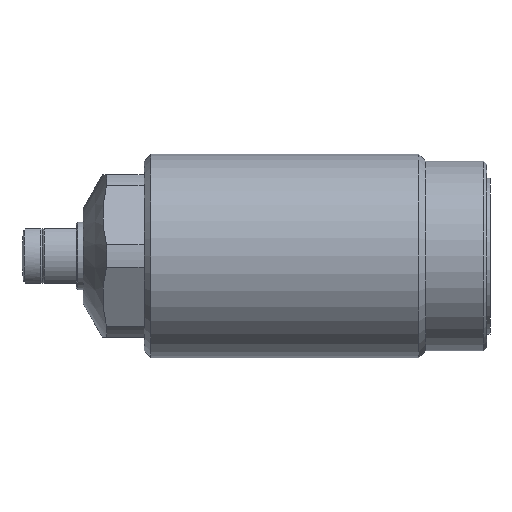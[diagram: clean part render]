
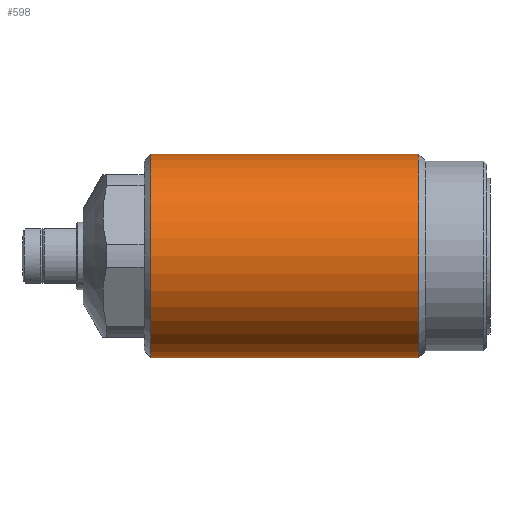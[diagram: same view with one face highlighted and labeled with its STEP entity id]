
A CAD part, left-side view. The second image highlights one B-rep face of the part: STEP entity #598.
In plain terms, the highlighted cylindrical face has radius 15 mm (diameter 30 mm), a partial arc.
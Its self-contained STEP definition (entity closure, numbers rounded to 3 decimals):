
#116 = DIRECTION ( 'NONE',  ( 0., 1., 0. ) ) ;
#141 = CARTESIAN_POINT ( 'NONE',  ( 0., 10.5, -15. ) ) ;
#169 = DIRECTION ( 'NONE',  ( 0., 0., -1. ) ) ;
#170 = DIRECTION ( 'NONE',  ( 0., -1., 0. ) ) ;
#171 = CARTESIAN_POINT ( 'NONE',  ( 0., 50., 0. ) ) ;
#187 = DIRECTION ( 'NONE',  ( 0., 1., 0. ) ) ;
#216 = CARTESIAN_POINT ( 'NONE',  ( 0., 50., -15. ) ) ;
#231 = DIRECTION ( 'NONE',  ( 0., 0., 1. ) ) ;
#235 = CARTESIAN_POINT ( 'NONE',  ( 0., 10.5, 0. ) ) ;
#254 = CARTESIAN_POINT ( 'NONE',  ( 0., 50., 15. ) ) ;
#339 = CARTESIAN_POINT ( 'NONE',  ( 0., 10.5, 15. ) ) ;
#479 = DIRECTION ( 'NONE',  ( 0., 1., 0. ) ) ;
#489 = CARTESIAN_POINT ( 'NONE',  ( 0., 104.7, -15. ) ) ;
#494 = CARTESIAN_POINT ( 'NONE',  ( 0., 104.7, 15. ) ) ;
#598 = ADVANCED_FACE ( 'NONE', ( #1778 ), #1782, .T. ) ;
#755 = DIRECTION ( 'NONE',  ( 0., 0., 1. ) ) ;
#757 = DIRECTION ( 'NONE',  ( 0., 1., 0. ) ) ;
#759 = CARTESIAN_POINT ( 'NONE',  ( 0., 104.7, 0. ) ) ;
#931 = AXIS2_PLACEMENT_3D ( 'NONE', #235, #187, #231 ) ;
#938 = AXIS2_PLACEMENT_3D ( 'NONE', #171, #170, #169 ) ;
#1574 = EDGE_CURVE ( 'NONE', #1912, #1895, #2435, .T. ) ;
#1578 = EDGE_CURVE ( 'NONE', #1913, #1909, #2439, .T. ) ;
#1647 = AXIS2_PLACEMENT_3D ( 'NONE', #759, #757, #755 ) ;
#1680 = EDGE_CURVE ( 'NONE', #1895, #1913, #2488, .T. ) ;
#1681 = EDGE_CURVE ( 'NONE', #1912, #1909, #2490, .T. ) ;
#1778 = FACE_OUTER_BOUND ( 'NONE', #2682, .T. ) ;
#1782 = CYLINDRICAL_SURFACE ( 'NONE', #1647, 15. ) ;
#1895 = VERTEX_POINT ( 'NONE', #339 ) ;
#1909 = VERTEX_POINT ( 'NONE', #216 ) ;
#1912 = VERTEX_POINT ( 'NONE', #141 ) ;
#1913 = VERTEX_POINT ( 'NONE', #254 ) ;
#2238 = ORIENTED_EDGE ( 'NONE', *, *, #1680, .T. ) ;
#2366 = ORIENTED_EDGE ( 'NONE', *, *, #1681, .F. ) ;
#2367 = ORIENTED_EDGE ( 'NONE', *, *, #1574, .T. ) ;
#2405 = ORIENTED_EDGE ( 'NONE', *, *, #1578, .T. ) ;
#2435 = CIRCLE ( 'NONE', #931, 15. ) ;
#2439 = CIRCLE ( 'NONE', #938, 15. ) ;
#2488 = LINE ( 'NONE', #494, #2491 ) ;
#2490 = LINE ( 'NONE', #489, #2493 ) ;
#2491 = VECTOR ( 'NONE', #479, 1000. ) ;
#2493 = VECTOR ( 'NONE', #116, 1000. ) ;
#2682 = EDGE_LOOP ( 'NONE', ( #2366, #2367, #2238, #2405 ) ) ;
